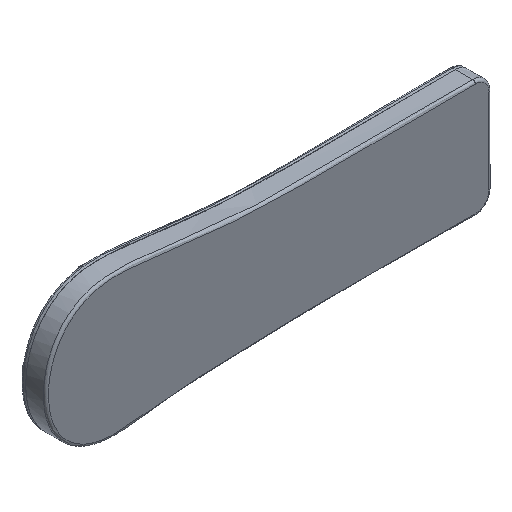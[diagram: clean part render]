
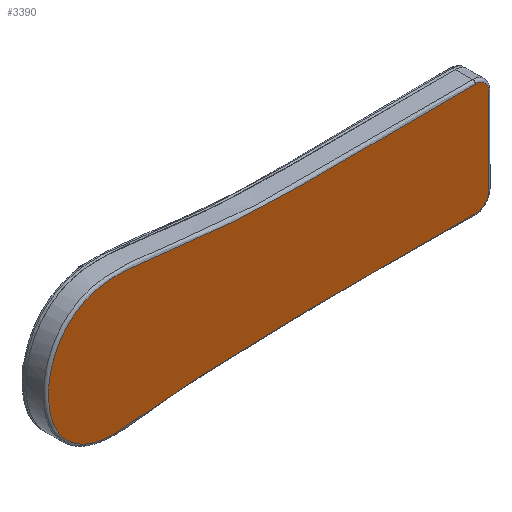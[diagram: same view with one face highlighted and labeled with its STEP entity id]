
A CAD part, isometric view. The second image highlights one B-rep face of the part: STEP entity #3390.
In plain terms, the highlighted planar face has unit normal (0, -1, 0).
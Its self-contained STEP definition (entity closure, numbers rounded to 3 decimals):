
#258=PLANE('',#3673);
#268=LINE('',#4687,#405);
#405=VECTOR('',#3842,10.);
#672=FACE_OUTER_BOUND('',#940,.T.);
#940=EDGE_LOOP('',(#2329,#2330,#2331,#2332));
#1208=B_SPLINE_CURVE_WITH_KNOTS('',3,(#4332,#4333,#4334,#4335,#4336),
 .UNSPECIFIED.,.F.,.F.,(4,1,4),(0.,0.188,0.438),
 .UNSPECIFIED.);
#1209=B_SPLINE_CURVE_WITH_KNOTS('',3,(#4558,#4559,#4560,#4561,#4562,#4563,
#4564,#4565,#4566,#4567,#4568,#4569,#4570,#4571,#4572,#4573,#4574,#4575,
#4576,#4577,#4578,#4579,#4580,#4581,#4582,#4583,#4584,#4585,#4586,#4587,
#4588,#4589,#4590,#4591,#4592,#4593,#4594,#4595,#4596,#4597,#4598,#4599,
#4600,#4601),.UNSPECIFIED.,.F.,.F.,(4,2,2,2,2,2,2,2,2,1,2,2,1,2,2,2,2,2,
2,2,2,2,4),(0.,2.072,4.15,5.378,6.096,
6.622,7.112,7.577,8.07,8.293,
8.59,9.186,9.553,9.828,10.34,
10.831,11.25,11.718,12.378,13.736,
15.41,17.809,18.533),.UNSPECIFIED.);
#1212=B_SPLINE_CURVE_WITH_KNOTS('',3,(#4681,#4682,#4683,#4684,#4685),
 .UNSPECIFIED.,.F.,.F.,(4,1,4),(0.,0.184,0.429),
 .UNSPECIFIED.);
#1490=VERTEX_POINT('',#4321);
#1493=VERTEX_POINT('',#4330);
#1494=VERTEX_POINT('',#4557);
#1496=VERTEX_POINT('',#4673);
#1769=EDGE_CURVE('',#1493,#1490,#1208,.T.);
#1770=EDGE_CURVE('',#1490,#1494,#1209,.T.);
#1775=EDGE_CURVE('',#1494,#1496,#1212,.T.);
#1776=EDGE_CURVE('',#1496,#1493,#268,.T.);
#2329=ORIENTED_EDGE('',*,*,#1769,.F.);
#2330=ORIENTED_EDGE('',*,*,#1776,.F.);
#2331=ORIENTED_EDGE('',*,*,#1775,.F.);
#2332=ORIENTED_EDGE('',*,*,#1770,.F.);
#3390=ADVANCED_FACE('',(#672),#258,.F.);
#3673=AXIS2_PLACEMENT_3D('',#4741,#3851,#3852);
#3842=DIRECTION('',(0.,0.,-1.));
#3851=DIRECTION('center_axis',(0.,1.,0.));
#3852=DIRECTION('ref_axis',(1.,0.,0.));
#4321=CARTESIAN_POINT('',(2.546,-1.,-11.343));
#4330=CARTESIAN_POINT('',(5.359,-1.,-8.594));
#4332=CARTESIAN_POINT('Ctrl Pts',(5.359,-1.,-8.594));
#4333=CARTESIAN_POINT('Ctrl Pts',(5.359,-1.,-9.22));
#4334=CARTESIAN_POINT('Ctrl Pts',(4.84,-1.,-10.683));
#4335=CARTESIAN_POINT('Ctrl Pts',(3.381,-1.,-11.362));
#4336=CARTESIAN_POINT('Ctrl Pts',(2.546,-1.,-11.343));
#4557=CARTESIAN_POINT('',(2.638,-1.,10.986));
#4558=CARTESIAN_POINT('Ctrl Pts',(2.546,-1.,-11.343));
#4559=CARTESIAN_POINT('Ctrl Pts',(-4.36,-1.,-11.186));
#4560=CARTESIAN_POINT('Ctrl Pts',(-11.272,-1.,-11.108));
#4561=CARTESIAN_POINT('Ctrl Pts',(-25.112,-1.,
-11.133));
#4562=CARTESIAN_POINT('Ctrl Pts',(-32.041,-1.,-11.237));
#4563=CARTESIAN_POINT('Ctrl Pts',(-43.055,-1.,-11.544));
#4564=CARTESIAN_POINT('Ctrl Pts',(-47.144,-1.,-11.683));
#4565=CARTESIAN_POINT('Ctrl Pts',(-53.62,-1.,
-12.001));
#4566=CARTESIAN_POINT('Ctrl Pts',(-56.009,-1.,-12.137));
#4567=CARTESIAN_POINT('Ctrl Pts',(-60.14,-1.,-12.527));
#4568=CARTESIAN_POINT('Ctrl Pts',(-61.879,-1.,-12.76));
#4569=CARTESIAN_POINT('Ctrl Pts',(-65.241,-1.,
-13.185));
#4570=CARTESIAN_POINT('Ctrl Pts',(-66.882,-1.,-13.37));
#4571=CARTESIAN_POINT('Ctrl Pts',(-70.09,-1.,-13.386));
#4572=CARTESIAN_POINT('Ctrl Pts',(-71.641,-1.,-13.232));
#4573=CARTESIAN_POINT('Ctrl Pts',(-74.737,-1.,
-12.362));
#4574=CARTESIAN_POINT('Ctrl Pts',(-76.246,-1.,
-11.612));
#4575=CARTESIAN_POINT('Ctrl Pts',(-78.114,-1.,
-10.102));
#4576=CARTESIAN_POINT('Ctrl Pts',(-79.36,-1.,-8.856));
#4577=CARTESIAN_POINT('Ctrl Pts',(-80.309,-1.,-7.396));
#4578=CARTESIAN_POINT('Ctrl Pts',(-81.613,-1.,
-4.695));
#4579=CARTESIAN_POINT('Ctrl Pts',(-82.046,-1.,-2.705));
#4580=CARTESIAN_POINT('Ctrl Pts',(-82.148,-1.,0.525));
#4581=CARTESIAN_POINT('Ctrl Pts',(-81.993,-1.,
2.671));
#4582=CARTESIAN_POINT('Ctrl Pts',(-81.384,-1.,4.759));
#4583=CARTESIAN_POINT('Ctrl Pts',(-80.425,-1.,
7.22));
#4584=CARTESIAN_POINT('Ctrl Pts',(-79.506,-1.,
8.714));
#4585=CARTESIAN_POINT('Ctrl Pts',(-77.159,-1.,11.122));
#4586=CARTESIAN_POINT('Ctrl Pts',(-75.753,-1.,12.047));
#4587=CARTESIAN_POINT('Ctrl Pts',(-72.927,-1.,
13.168));
#4588=CARTESIAN_POINT('Ctrl Pts',(-71.541,-1.,
13.456));
#4589=CARTESIAN_POINT('Ctrl Pts',(-68.584,-1.,13.725));
#4590=CARTESIAN_POINT('Ctrl Pts',(-67.023,-1.,13.683));
#4591=CARTESIAN_POINT('Ctrl Pts',(-63.262,-1.,
13.445));
#4592=CARTESIAN_POINT('Ctrl Pts',(-61.072,-1.,13.188));
#4593=CARTESIAN_POINT('Ctrl Pts',(-54.402,-1.,12.332));
#4594=CARTESIAN_POINT('Ctrl Pts',(-49.911,-1.,
11.679));
#4595=CARTESIAN_POINT('Ctrl Pts',(-39.821,-1.,10.844));
#4596=CARTESIAN_POINT('Ctrl Pts',(-34.223,-1.,10.779));
#4597=CARTESIAN_POINT('Ctrl Pts',(-20.618,-1.,10.883));
#4598=CARTESIAN_POINT('Ctrl Pts',(-12.609,-1.,
11.047));
#4599=CARTESIAN_POINT('Ctrl Pts',(-2.192,-1.,
11.028));
#4600=CARTESIAN_POINT('Ctrl Pts',(0.224,-1.,
11.012));
#4601=CARTESIAN_POINT('Ctrl Pts',(2.638,-1.,10.986));
#4673=CARTESIAN_POINT('',(5.359,-1.,8.236));
#4681=CARTESIAN_POINT('Ctrl Pts',(2.638,-1.,10.986));
#4682=CARTESIAN_POINT('Ctrl Pts',(3.251,-1.,10.98));
#4683=CARTESIAN_POINT('Ctrl Pts',(4.678,-1.,10.468));
#4684=CARTESIAN_POINT('Ctrl Pts',(5.359,-1.,9.053));
#4685=CARTESIAN_POINT('Ctrl Pts',(5.359,-1.,8.236));
#4687=CARTESIAN_POINT('',(5.359,-1.,5.812));
#4741=CARTESIAN_POINT('Origin',(-38.411,-1.,0.179));
